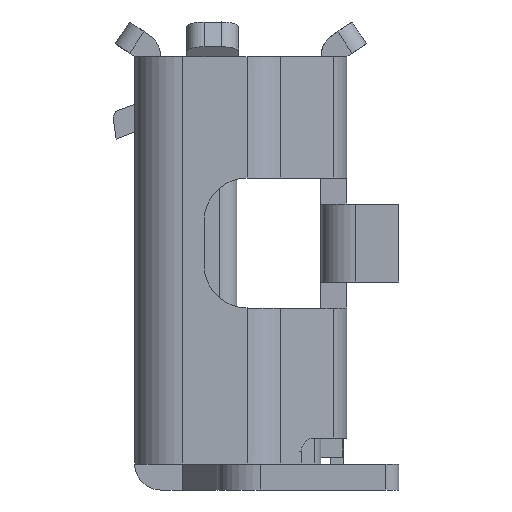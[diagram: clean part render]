
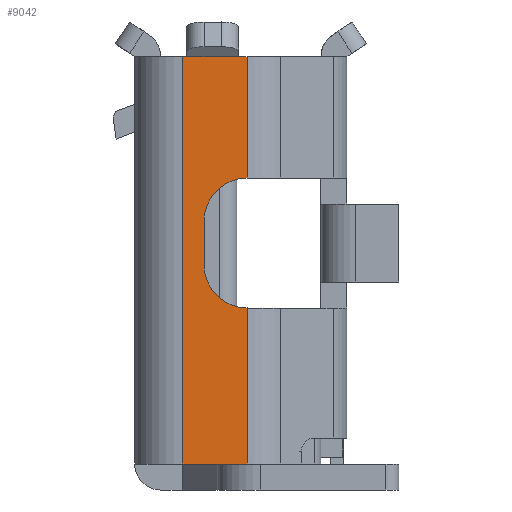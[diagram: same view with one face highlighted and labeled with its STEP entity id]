
A CAD part, left-side view. The second image highlights one B-rep face of the part: STEP entity #9042.
In plain terms, the highlighted planar face has unit normal (-1, 0, 0).
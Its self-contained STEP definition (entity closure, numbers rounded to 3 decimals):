
#273 = CARTESIAN_POINT ( 'NONE',  ( -3.75, -0.071, -0.55 ) ) ;
#649 = VERTEX_POINT ( 'NONE', #273 ) ;
#719 = VECTOR ( 'NONE', #2361, 1000. ) ;
#721 = VECTOR ( 'NONE', #9229, 1000. ) ;
#834 = DIRECTION ( 'NONE',  ( 0., 0., 1. ) ) ;
#897 = VECTOR ( 'NONE', #4336, 1000. ) ;
#1358 = VERTEX_POINT ( 'NONE', #2885 ) ;
#1534 = ORIENTED_EDGE ( 'NONE', *, *, #8435, .T. ) ;
#1597 = CARTESIAN_POINT ( 'NONE',  ( -3.75, -0.075, 0.45 ) ) ;
#1736 = VECTOR ( 'NONE', #2105, 1000. ) ;
#1773 = CARTESIAN_POINT ( 'NONE',  ( -3.75, 0.675, -2.35 ) ) ;
#2060 = EDGE_CURVE ( 'NONE', #1358, #649, #14801, .T. ) ;
#2105 = DIRECTION ( 'NONE',  ( 0., -1., 0. ) ) ;
#2302 = CARTESIAN_POINT ( 'NONE',  ( -3.75, 0.425, -2.35 ) ) ;
#2351 = AXIS2_PLACEMENT_3D ( 'NONE', #1597, #13147, #9722 ) ;
#2361 = DIRECTION ( 'NONE',  ( 0., 0., 1. ) ) ;
#2529 = CARTESIAN_POINT ( 'NONE',  ( -3.75, 0., 2.35 ) ) ;
#2649 = CIRCLE ( 'NONE', #12452, 0.5 ) ;
#2696 = ORIENTED_EDGE ( 'NONE', *, *, #3456, .T. ) ;
#2770 = CARTESIAN_POINT ( 'NONE',  ( -3.75, 0.625, 2.35 ) ) ;
#2885 = CARTESIAN_POINT ( 'NONE',  ( -3.75, -0.071, -2.35 ) ) ;
#3073 = EDGE_CURVE ( 'NONE', #3086, #3863, #7267, .T. ) ;
#3086 = VERTEX_POINT ( 'NONE', #3746 ) ;
#3130 = CARTESIAN_POINT ( 'NONE',  ( -3.75, -0.071, 0.95 ) ) ;
#3188 = EDGE_CURVE ( 'NONE', #3550, #3086, #6437, .T. ) ;
#3222 = ORIENTED_EDGE ( 'NONE', *, *, #3188, .F. ) ;
#3444 = CARTESIAN_POINT ( 'NONE',  ( -3.75, 0.025, 2.35 ) ) ;
#3456 = EDGE_CURVE ( 'NONE', #3802, #5432, #11228, .T. ) ;
#3491 = LINE ( 'NONE', #3639, #3602 ) ;
#3550 = VERTEX_POINT ( 'NONE', #5585 ) ;
#3569 = ORIENTED_EDGE ( 'NONE', *, *, #5566, .T. ) ;
#3602 = VECTOR ( 'NONE', #9352, 1000. ) ;
#3639 = CARTESIAN_POINT ( 'NONE',  ( -3.75, 0.675, 2.35 ) ) ;
#3699 = VERTEX_POINT ( 'NONE', #6899 ) ;
#3746 = CARTESIAN_POINT ( 'NONE',  ( -3.75, 0.675, 2.35 ) ) ;
#3802 = VERTEX_POINT ( 'NONE', #5924 ) ;
#3863 = VERTEX_POINT ( 'NONE', #2770 ) ;
#4112 = VECTOR ( 'NONE', #5329, 1000. ) ;
#4336 = DIRECTION ( 'NONE',  ( 0., 0., 1. ) ) ;
#4585 = ORIENTED_EDGE ( 'NONE', *, *, #2060, .T. ) ;
#4650 = LINE ( 'NONE', #2302, #721 ) ;
#5013 = ORIENTED_EDGE ( 'NONE', *, *, #3073, .F. ) ;
#5157 = VERTEX_POINT ( 'NONE', #3444 ) ;
#5329 = DIRECTION ( 'NONE',  ( 0., 1., 0. ) ) ;
#5432 = VERTEX_POINT ( 'NONE', #3130 ) ;
#5566 = EDGE_CURVE ( 'NONE', #5432, #3699, #8079, .T. ) ;
#5585 = CARTESIAN_POINT ( 'NONE',  ( -3.75, 0.675, -2.35 ) ) ;
#5597 = CARTESIAN_POINT ( 'NONE',  ( -3.75, 0.675, -2.35 ) ) ;
#5648 = DIRECTION ( 'NONE',  ( 0., 0., 1. ) ) ;
#5854 = VERTEX_POINT ( 'NONE', #14901 ) ;
#5924 = CARTESIAN_POINT ( 'NONE',  ( -3.75, 0.425, 0.45 ) ) ;
#6437 = LINE ( 'NONE', #1773, #897 ) ;
#6899 = CARTESIAN_POINT ( 'NONE',  ( -3.75, -0.071, 2.35 ) ) ;
#7267 = LINE ( 'NONE', #2529, #8830 ) ;
#7647 = EDGE_CURVE ( 'NONE', #3699, #5157, #3491, .T. ) ;
#8079 = LINE ( 'NONE', #12629, #719 ) ;
#8091 = ORIENTED_EDGE ( 'NONE', *, *, #9315, .T. ) ;
#8435 = EDGE_CURVE ( 'NONE', #5854, #3802, #4650, .T. ) ;
#8569 = VECTOR ( 'NONE', #5648, 1000. ) ;
#8830 = VECTOR ( 'NONE', #12879, 1000. ) ;
#8972 = FACE_OUTER_BOUND ( 'NONE', #11126, .T. ) ;
#9042 = ADVANCED_FACE ( 'NONE', ( #8972 ), #11278, .T. ) ;
#9044 = DIRECTION ( 'NONE',  ( -1., 0., 0. ) ) ;
#9229 = DIRECTION ( 'NONE',  ( 0., 0., 1. ) ) ;
#9300 = ORIENTED_EDGE ( 'NONE', *, *, #11131, .T. ) ;
#9315 = EDGE_CURVE ( 'NONE', #649, #5854, #2649, .T. ) ;
#9352 = DIRECTION ( 'NONE',  ( 0., 1., 0. ) ) ;
#9402 = AXIS2_PLACEMENT_3D ( 'NONE', #5597, #9044, #834 ) ;
#9679 = LINE ( 'NONE', #12186, #4112 ) ;
#9722 = DIRECTION ( 'NONE',  ( 0., 0., -1. ) ) ;
#9801 = EDGE_CURVE ( 'NONE', #5157, #3863, #9679, .T. ) ;
#10223 = CARTESIAN_POINT ( 'NONE',  ( -3.75, -0.071, -2.35 ) ) ;
#10694 = DIRECTION ( 'NONE',  ( 0., 0., -1. ) ) ;
#10844 = DIRECTION ( 'NONE',  ( 1., 0., 0. ) ) ;
#11126 = EDGE_LOOP ( 'NONE', ( #4585, #8091, #1534, #2696, #3569, #13602, #12351, #5013, #3222, #9300 ) ) ;
#11131 = EDGE_CURVE ( 'NONE', #3550, #1358, #12372, .T. ) ;
#11228 = CIRCLE ( 'NONE', #2351, 0.5 ) ;
#11278 = PLANE ( 'NONE',  #9402 ) ;
#12186 = CARTESIAN_POINT ( 'NONE',  ( -3.75, 0.675, 2.35 ) ) ;
#12351 = ORIENTED_EDGE ( 'NONE', *, *, #9801, .T. ) ;
#12372 = LINE ( 'NONE', #14663, #1736 ) ;
#12452 = AXIS2_PLACEMENT_3D ( 'NONE', #14222, #10844, #10694 ) ;
#12629 = CARTESIAN_POINT ( 'NONE',  ( -3.75, -0.071, -2.35 ) ) ;
#12879 = DIRECTION ( 'NONE',  ( 0., -1., 0. ) ) ;
#13147 = DIRECTION ( 'NONE',  ( 1., 0., 0. ) ) ;
#13602 = ORIENTED_EDGE ( 'NONE', *, *, #7647, .T. ) ;
#14222 = CARTESIAN_POINT ( 'NONE',  ( -3.75, -0.075, -0.05 ) ) ;
#14663 = CARTESIAN_POINT ( 'NONE',  ( -3.75, 0., -2.35 ) ) ;
#14801 = LINE ( 'NONE', #10223, #8569 ) ;
#14901 = CARTESIAN_POINT ( 'NONE',  ( -3.75, 0.425, -0.05 ) ) ;
